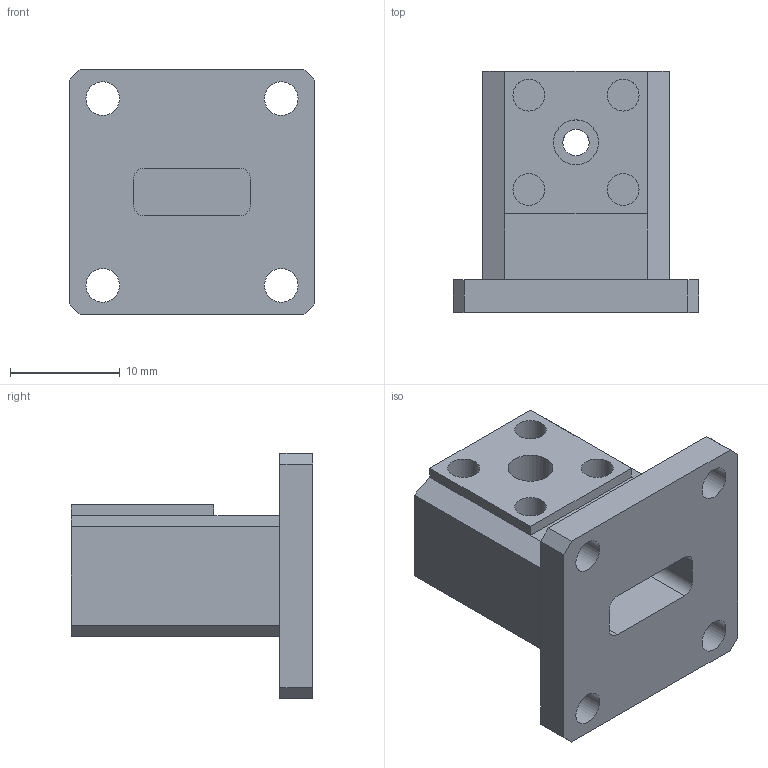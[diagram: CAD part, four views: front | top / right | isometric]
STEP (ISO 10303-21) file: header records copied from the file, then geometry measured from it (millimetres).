
FILE_DESCRIPTION(('FreeCAD Model'),'2;1');
FILE_NAME('Open CASCADE Shape Model','2024-03-13T10:15:48',('Author'),( ''),'Open CASCADE STEP processor 7.6','FreeCAD','Unknown');
FILE_SCHEMA(('AUTOMOTIVE_DESIGN { 1 0 10303 214 1 1 1 1 }'));
Length unit declared in the file: millimetre
Products named in the file (1): Body
Bounding box: 22.4 x 22 x 22.4 mm (x, y, z)
Volume: 4088.9 mm3; surface area: 3053.4 mm2
Topology: 1 solids, 1 shells, 453 faces, 1270 edges, 846 vertices
Faces by surface type: extrusion 290, plane 149, cylinder 14
Full cylindrical faces by diameter (mm): 2.4 x1, 2.9 x4, 3.07 x4, 4.1 x1
Entity records: 14922 total; most frequent: CARTESIAN_POINT 4310, ORIENTED_EDGE 2540, DIRECTION 1336, EDGE_CURVE 1270, VECTOR 952, B_SPLINE_CURVE_WITH_KNOTS 870, VERTEX_POINT 846, LINE 662
